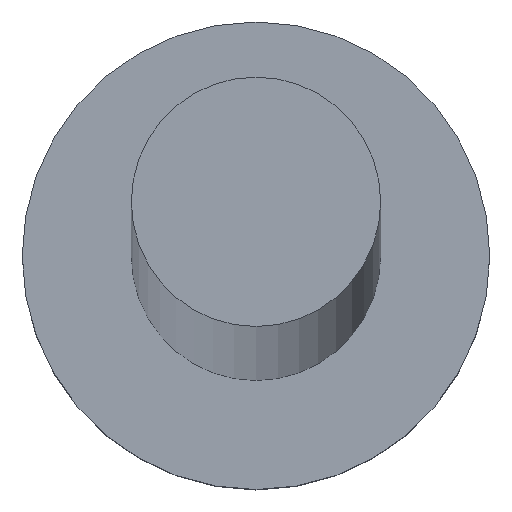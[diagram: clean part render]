
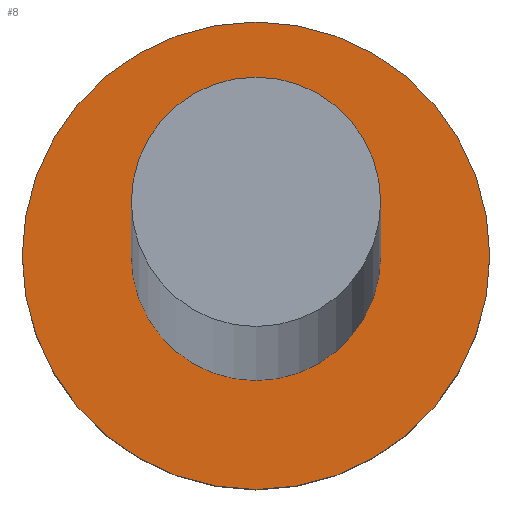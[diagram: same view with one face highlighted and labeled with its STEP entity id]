
A CAD part, top view. The second image highlights one B-rep face of the part: STEP entity #8.
In plain terms, the highlighted planar face has unit normal (0, 0, 1).
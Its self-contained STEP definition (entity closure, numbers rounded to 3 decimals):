
#1 = CIRCLE ( 'NONE', #196, 3. ) ;
#8 = ADVANCED_FACE ( 'NONE', ( #200, #248 ), #159, .T. ) ;
#13 = CARTESIAN_POINT ( 'NONE',  ( 0., 0., 3. ) ) ;
#20 = DIRECTION ( 'NONE',  ( 0., 0., 1. ) ) ;
#28 = EDGE_LOOP ( 'NONE', ( #222, #82 ) ) ;
#30 = CARTESIAN_POINT ( 'NONE',  ( 0., 0., 3. ) ) ;
#34 = CIRCLE ( 'NONE', #241, 1.6 ) ;
#36 = CARTESIAN_POINT ( 'NONE',  ( -3., 0., 3. ) ) ;
#44 = CARTESIAN_POINT ( 'NONE',  ( 0., 0., 3. ) ) ;
#50 = CARTESIAN_POINT ( 'NONE',  ( 3., 0., 3. ) ) ;
#55 = EDGE_CURVE ( 'NONE', #240, #154, #228, .T. ) ;
#69 = VERTEX_POINT ( 'NONE', #36 ) ;
#76 = DIRECTION ( 'NONE',  ( 1., 0., 0. ) ) ;
#81 = ORIENTED_EDGE ( 'NONE', *, *, #101, .F. ) ;
#82 = ORIENTED_EDGE ( 'NONE', *, *, #243, .T. ) ;
#87 = AXIS2_PLACEMENT_3D ( 'NONE', #30, #226, #182 ) ;
#89 = DIRECTION ( 'NONE',  ( 1., 0., 0. ) ) ;
#95 = VERTEX_POINT ( 'NONE', #50 ) ;
#101 = EDGE_CURVE ( 'NONE', #154, #240, #34, .T. ) ;
#108 = CARTESIAN_POINT ( 'NONE',  ( 0., 0., 3. ) ) ;
#118 = EDGE_LOOP ( 'NONE', ( #81, #194 ) ) ;
#121 = DIRECTION ( 'NONE',  ( 1., 0., 0. ) ) ;
#138 = CARTESIAN_POINT ( 'NONE',  ( 0., 0., 3. ) ) ;
#143 = EDGE_CURVE ( 'NONE', #69, #95, #156, .T. ) ;
#154 = VERTEX_POINT ( 'NONE', #170 ) ;
#156 = CIRCLE ( 'NONE', #188, 3. ) ;
#158 = DIRECTION ( 'NONE',  ( 0., 0., 1. ) ) ;
#159 = PLANE ( 'NONE',  #87 ) ;
#170 = CARTESIAN_POINT ( 'NONE',  ( -1.6, 0., 3. ) ) ;
#182 = DIRECTION ( 'NONE',  ( 1., 0., 0. ) ) ;
#188 = AXIS2_PLACEMENT_3D ( 'NONE', #108, #233, #76 ) ;
#194 = ORIENTED_EDGE ( 'NONE', *, *, #55, .F. ) ;
#196 = AXIS2_PLACEMENT_3D ( 'NONE', #44, #20, #89 ) ;
#199 = DIRECTION ( 'NONE',  ( 1., 0., 0. ) ) ;
#200 = FACE_BOUND ( 'NONE', #118, .T. ) ;
#211 = CARTESIAN_POINT ( 'NONE',  ( 1.6, 0., 3. ) ) ;
#222 = ORIENTED_EDGE ( 'NONE', *, *, #143, .T. ) ;
#226 = DIRECTION ( 'NONE',  ( 0., 0., 1. ) ) ;
#227 = DIRECTION ( 'NONE',  ( 0., 0., 1. ) ) ;
#228 = CIRCLE ( 'NONE', #255, 1.6 ) ;
#233 = DIRECTION ( 'NONE',  ( 0., 0., 1. ) ) ;
#240 = VERTEX_POINT ( 'NONE', #211 ) ;
#241 = AXIS2_PLACEMENT_3D ( 'NONE', #13, #158, #199 ) ;
#243 = EDGE_CURVE ( 'NONE', #95, #69, #1, .T. ) ;
#248 = FACE_OUTER_BOUND ( 'NONE', #28, .T. ) ;
#255 = AXIS2_PLACEMENT_3D ( 'NONE', #138, #227, #121 ) ;
